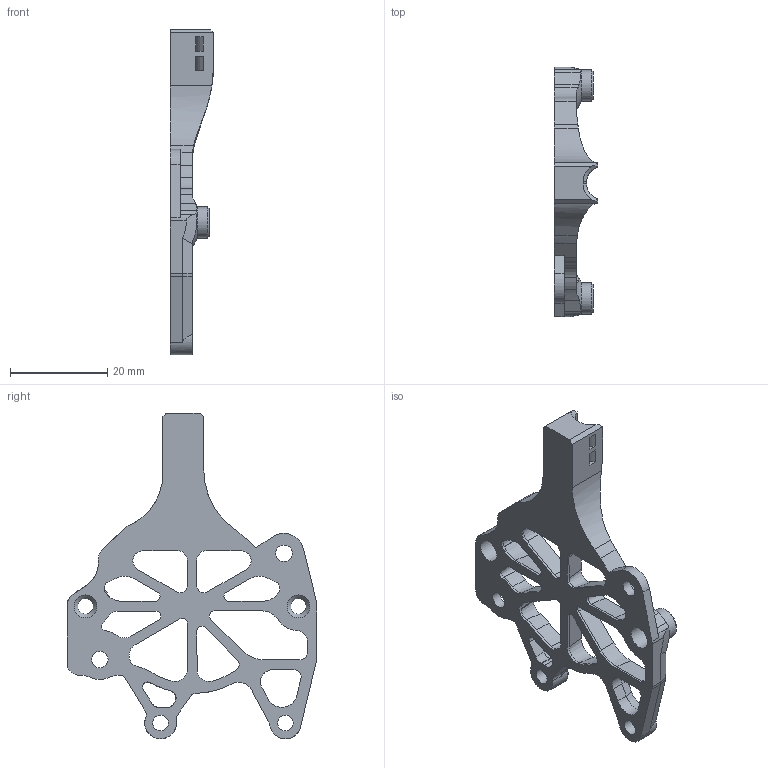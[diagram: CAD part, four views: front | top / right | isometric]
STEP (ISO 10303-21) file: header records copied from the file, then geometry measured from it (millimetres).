
FILE_DESCRIPTION(/* description */ (''),/* implementation_level */ '2;1');
FILE_NAME(/* name */ 'EBB36v1.2 orbiter 2.0 mount strain relief (3).step',/* time_stamp */ '2023-03-23T15:42:27-08:00',/* author */ (''),/* organization */ (''),/* preprocessor_version */ 'ST-DEVELOPER v19.2',/* originating_system */ 'Autodesk Translation Framework v11.17.0.187',/* authorisation */ '');
FILE_SCHEMA (('AUTOMOTIVE_DESIGN { 1 0 10303 214 3 1 1 }'));
Length unit declared in the file: millimetre
Products named in the file (1): EBB36v1.2 orbiter 2.0 mount strain relief (3)
Bounding box: 8.86 x 51.44 x 67.06 mm (x, y, z)
Volume: 5396.9 mm3; surface area: 5509.7 mm2
Topology: 1 solids, 1 shells, 334 faces, 883 edges, 547 vertices
Faces by surface type: plane 118, cylinder 109, cone 64, bspline 42, torus 1
Full cylindrical faces by diameter (mm): 3.2 x4, 3.4 x2, 4.7 x2, 6.5 x2
Entity records: 13345 total; most frequent: CARTESIAN_POINT 5145, ORIENTED_EDGE 1766, DIRECTION 1657, EDGE_CURVE 883, AXIS2_PLACEMENT_3D 603, VERTEX_POINT 547, LINE 451, VECTOR 451
